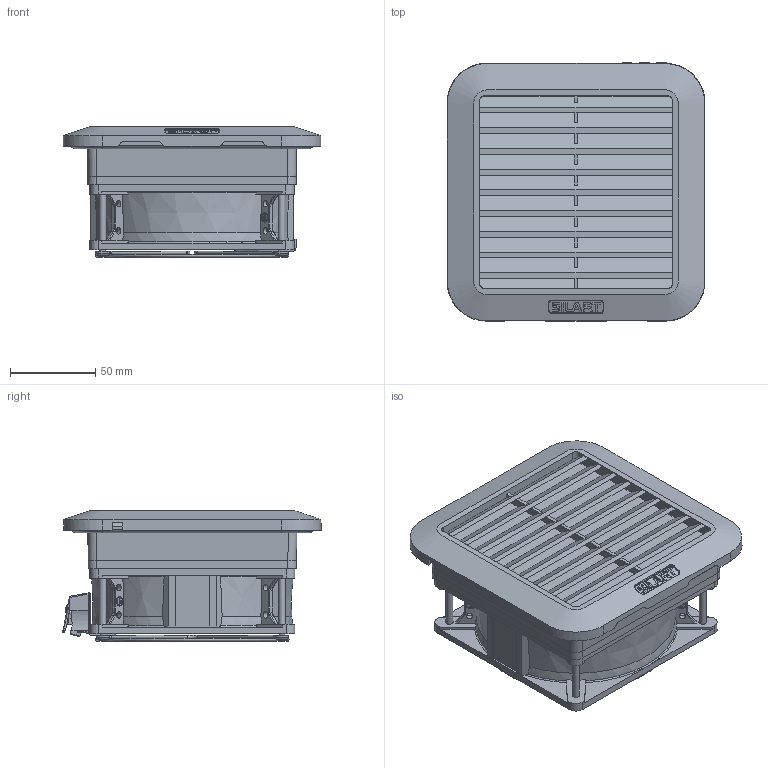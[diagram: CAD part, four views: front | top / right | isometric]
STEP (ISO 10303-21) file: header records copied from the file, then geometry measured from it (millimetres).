
FILE_DESCRIPTION(('STEP AP214'), '1');
FILE_NAME('SLV-15xx', '', ('UNSPECIFIED'), ('UNSPECIFIED'), 'C3D Converter', 'C3D Toolkit', '');
FILE_SCHEMA(('AUTOMOTIVE_DESIGN { 1 0 10303 214 3 1 1}'));
Length unit declared in the file: millimetre
Products named in the file (19): FanFilter_SILART_150; Вентилятор 120мм; Решетка v5; Adels_Contact_21721; Болт v1; NLV(300-250-200-150-100)_СБ; NLV_150X_СБ; NLV-150_Корпус; NLV-150_Крышка; 120 fan; 745222.002 - РЕШЕТКА; Fan_grill_120; EN ISO 7045 - M4 x 40 - 4.8 - Z(1); NLV _ защелка; ЛОГО; Adels-Contact_21721
Assembly tree (24 placements, depth 4):
  FanFilter_SILART_150
    Вентилятор 120мм
    Решетка v5
    Adels_Contact_21721
    Болт v1  x4
    NLV(300-250-200-150-100)_СБ
      NLV_150X_СБ
        NLV-150_Корпус
        NLV-150_Крышка
        120 fan
        745222.002 - РЕШЕТКА
        Fan_grill_120
        EN ISO 7045 - M4 x 40 - 4.8 - Z(1)
        EN ISO 7045 - M4 x 40 - 4.8 - Z(1)
        EN ISO 7045 - M4 x 40 - 4.8 - Z(1)
        EN ISO 7045 - M4 x 40 - 4.8 - Z(1)
        NLV _ защелка  x4
        ЛОГО
        Adels-Contact_21721
Bounding box: 151.1 x 151.48 x 76.4 mm (x, y, z)
Volume: 634758.9 mm3; surface area: 211899.1 mm2
Topology: 22 solids, 24 shells, 2438 faces, 6553 edges, 4220 vertices
Faces by surface type: plane 1276, cylinder 484, bspline 368, cone 149, torus 135, sphere 26
Full cylindrical faces by diameter (mm): 1.8 x4, 2.529 x1, 3.086 x1, 3.621 x4, 3.7 x2, 3.8 x6, 4 x4, 4.2 x1, 4.252 x3, 4.4 x8, 4.8 x6, 5.6 x2, 60 x1, 63 x1, 67 x1, 68 x1
Entity records: 147960 total; most frequent: CARTESIAN_POINT 71590, ORIENTED_EDGE 12872, DIRECTION 9796, EDGE_CURVE 6436, VERTEX_POINT 4203, LINE 3360, VECTOR 3360, AXIS2_PLACEMENT_3D 3218
